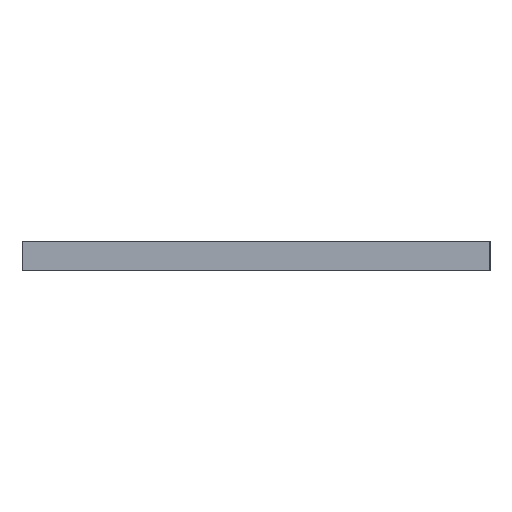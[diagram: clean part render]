
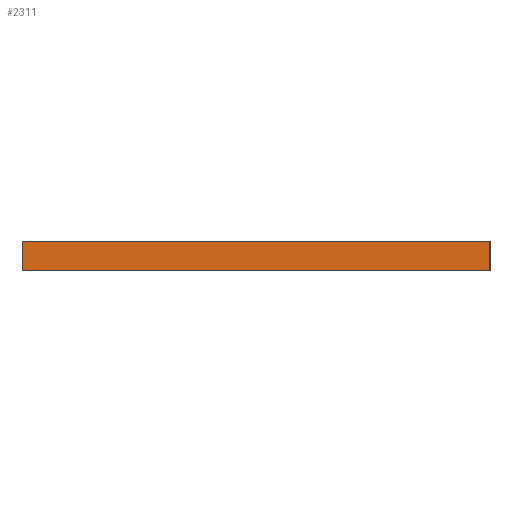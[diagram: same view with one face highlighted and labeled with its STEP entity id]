
A CAD part, left-side view. The second image highlights one B-rep face of the part: STEP entity #2311.
In plain terms, the highlighted planar face has unit normal (-1, 0, 0).
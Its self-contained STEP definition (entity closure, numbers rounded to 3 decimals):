
#66 = CARTESIAN_POINT ( 'NONE',  ( -46., 40., -2.5 ) ) ;
#70 = DIRECTION ( 'NONE',  ( 0., 0., -1. ) ) ;
#144 = CARTESIAN_POINT ( 'NONE',  ( -46., -40., 2.5 ) ) ;
#302 = DIRECTION ( 'NONE',  ( 0., 0., -1. ) ) ;
#330 = VECTOR ( 'NONE', #70, 1000. ) ;
#451 = DIRECTION ( 'NONE',  ( 0., 0., 1. ) ) ;
#460 = DIRECTION ( 'NONE',  ( -1., 0., 0. ) ) ;
#560 = VECTOR ( 'NONE', #1645, 1000. ) ;
#591 = LINE ( 'NONE', #1345, #560 ) ;
#605 = VERTEX_POINT ( 'NONE', #66 ) ;
#788 = EDGE_CURVE ( 'NONE', #977, #1458, #1094, .T. ) ;
#796 = ORIENTED_EDGE ( 'NONE', *, *, #2210, .T. ) ;
#819 = CARTESIAN_POINT ( 'NONE',  ( -46., -40., -2.5 ) ) ;
#856 = LINE ( 'NONE', #144, #1384 ) ;
#919 = EDGE_CURVE ( 'NONE', #977, #1460, #856, .T. ) ;
#977 = VERTEX_POINT ( 'NONE', #1577 ) ;
#984 = CARTESIAN_POINT ( 'NONE',  ( -46., 0., 2.5 ) ) ;
#1045 = VECTOR ( 'NONE', #1157, 1000. ) ;
#1094 = LINE ( 'NONE', #984, #1045 ) ;
#1115 = ORIENTED_EDGE ( 'NONE', *, *, #1897, .F. ) ;
#1157 = DIRECTION ( 'NONE',  ( 0., 1., 0. ) ) ;
#1160 = ORIENTED_EDGE ( 'NONE', *, *, #788, .T. ) ;
#1345 = CARTESIAN_POINT ( 'NONE',  ( -46., 0., -2.5 ) ) ;
#1353 = PLANE ( 'NONE',  #1562 ) ;
#1360 = CARTESIAN_POINT ( 'NONE',  ( -46., 0., 2.5 ) ) ;
#1384 = VECTOR ( 'NONE', #302, 1000. ) ;
#1394 = FACE_OUTER_BOUND ( 'NONE', #1611, .T. ) ;
#1458 = VERTEX_POINT ( 'NONE', #1705 ) ;
#1460 = VERTEX_POINT ( 'NONE', #819 ) ;
#1562 = AXIS2_PLACEMENT_3D ( 'NONE', #1360, #460, #451 ) ;
#1577 = CARTESIAN_POINT ( 'NONE',  ( -46., -40., 2.5 ) ) ;
#1611 = EDGE_LOOP ( 'NONE', ( #1115, #2257, #1160, #796 ) ) ;
#1645 = DIRECTION ( 'NONE',  ( 0., 1., 0. ) ) ;
#1705 = CARTESIAN_POINT ( 'NONE',  ( -46., 40., 2.5 ) ) ;
#1845 = CARTESIAN_POINT ( 'NONE',  ( -46., 40., 2.5 ) ) ;
#1897 = EDGE_CURVE ( 'NONE', #1460, #605, #591, .T. ) ;
#2210 = EDGE_CURVE ( 'NONE', #1458, #605, #2279, .T. ) ;
#2257 = ORIENTED_EDGE ( 'NONE', *, *, #919, .F. ) ;
#2279 = LINE ( 'NONE', #1845, #330 ) ;
#2311 = ADVANCED_FACE ( 'NONE', ( #1394 ), #1353, .T. ) ;
